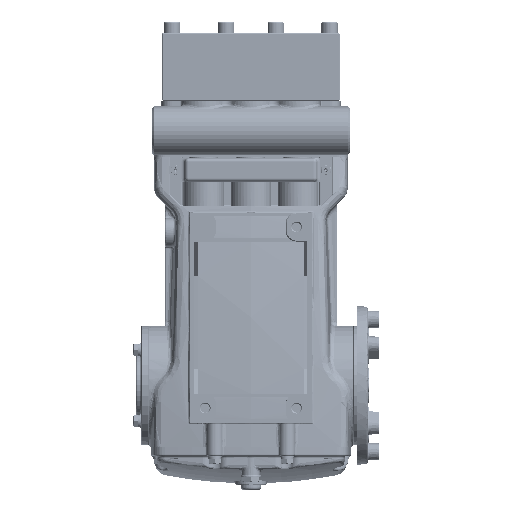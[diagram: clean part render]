
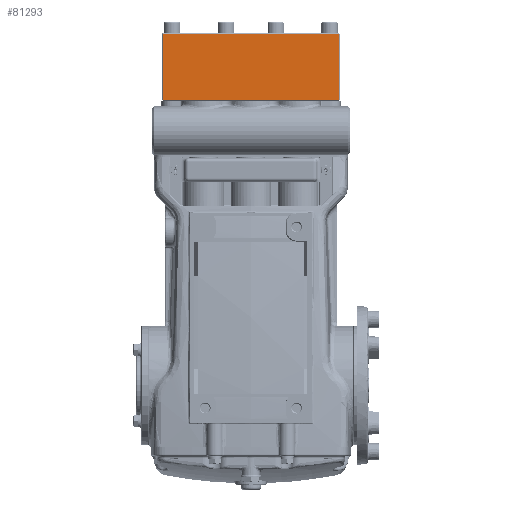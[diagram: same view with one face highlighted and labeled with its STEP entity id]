
A CAD part, front view. The second image highlights one B-rep face of the part: STEP entity #81293.
In plain terms, the highlighted planar face has unit normal (0, -1, 0).
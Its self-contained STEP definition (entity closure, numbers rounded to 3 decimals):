
#2180 = DIRECTION ( 'NONE',  ( 0., 0., -1. ) ) ;
#9299 = ORIENTED_EDGE ( 'NONE', *, *, #221169, .F. ) ;
#16206 = VECTOR ( 'NONE', #188053, 1000. ) ;
#17971 = CARTESIAN_POINT ( 'NONE',  ( -98., -73.5, 315.5 ) ) ;
#21241 = EDGE_CURVE ( 'NONE', #127481, #85209, #82034, .T. ) ;
#31167 = LINE ( 'NONE', #181401, #43284 ) ;
#43284 = VECTOR ( 'NONE', #159930, 1000. ) ;
#43650 = LINE ( 'NONE', #17971, #149564 ) ;
#52950 = CARTESIAN_POINT ( 'NONE',  ( 97., -73.5, 388.5 ) ) ;
#62345 = CARTESIAN_POINT ( 'NONE',  ( -98., -73.5, 389.5 ) ) ;
#66476 = DIRECTION ( 'NONE',  ( 1., 0., 0. ) ) ;
#67945 = EDGE_LOOP ( 'NONE', ( #215289, #122209, #9299, #142032 ) ) ;
#81293 = ADVANCED_FACE ( 'NONE', ( #192577 ), #232777, .T. ) ;
#82034 = LINE ( 'NONE', #167948, #16206 ) ;
#82164 = CARTESIAN_POINT ( 'NONE',  ( -97., -73.5, 388.5 ) ) ;
#85209 = VERTEX_POINT ( 'NONE', #85634 ) ;
#85634 = CARTESIAN_POINT ( 'NONE',  ( -97., -73.5, 315.5 ) ) ;
#106984 = AXIS2_PLACEMENT_3D ( 'NONE', #62345, #281414, #2180 ) ;
#122209 = ORIENTED_EDGE ( 'NONE', *, *, #261474, .T. ) ;
#127481 = VERTEX_POINT ( 'NONE', #82164 ) ;
#142032 = ORIENTED_EDGE ( 'NONE', *, *, #239564, .T. ) ;
#149564 = VECTOR ( 'NONE', #66476, 1000. ) ;
#159154 = CARTESIAN_POINT ( 'NONE',  ( 97., -73.5, 314.5 ) ) ;
#159930 = DIRECTION ( 'NONE',  ( -1., 0., 0. ) ) ;
#167948 = CARTESIAN_POINT ( 'NONE',  ( -97., -73.5, 314.5 ) ) ;
#171887 = VERTEX_POINT ( 'NONE', #52950 ) ;
#181401 = CARTESIAN_POINT ( 'NONE',  ( -98., -73.5, 388.5 ) ) ;
#184864 = DIRECTION ( 'NONE',  ( 0., 0., -1. ) ) ;
#188053 = DIRECTION ( 'NONE',  ( 0., 0., -1. ) ) ;
#192577 = FACE_OUTER_BOUND ( 'NONE', #67945, .T. ) ;
#215289 = ORIENTED_EDGE ( 'NONE', *, *, #21241, .T. ) ;
#217652 = VECTOR ( 'NONE', #184864, 1000. ) ;
#221169 = EDGE_CURVE ( 'NONE', #171887, #269318, #250772, .T. ) ;
#232777 = PLANE ( 'NONE',  #106984 ) ;
#239564 = EDGE_CURVE ( 'NONE', #171887, #127481, #31167, .T. ) ;
#250772 = LINE ( 'NONE', #159154, #217652 ) ;
#261474 = EDGE_CURVE ( 'NONE', #85209, #269318, #43650, .T. ) ;
#269318 = VERTEX_POINT ( 'NONE', #278445 ) ;
#278445 = CARTESIAN_POINT ( 'NONE',  ( 97., -73.5, 315.5 ) ) ;
#281414 = DIRECTION ( 'NONE',  ( 0., -1., 0. ) ) ;
